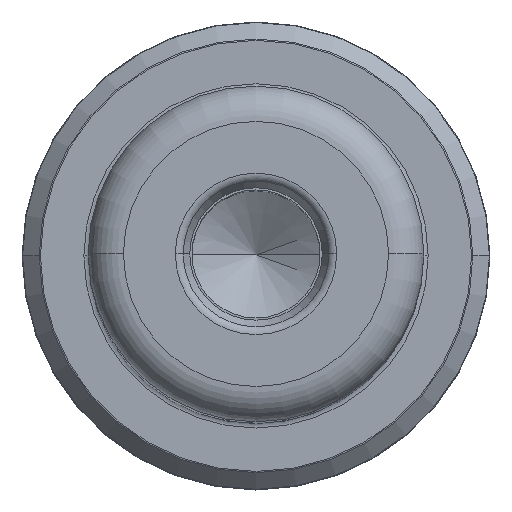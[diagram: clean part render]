
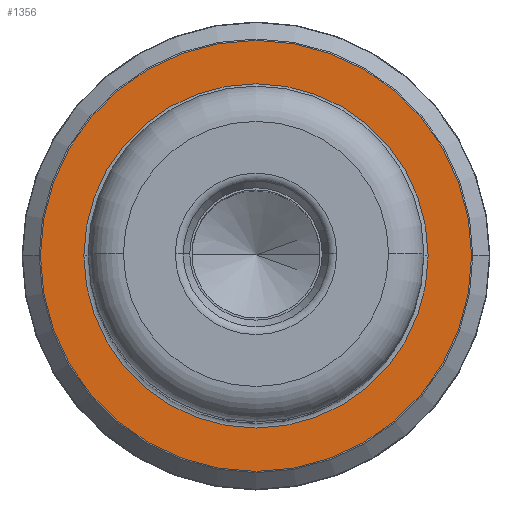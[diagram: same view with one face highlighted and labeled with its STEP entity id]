
A CAD part, top view. The second image highlights one B-rep face of the part: STEP entity #1356.
In plain terms, the highlighted planar face has unit normal (0, 0, 1).
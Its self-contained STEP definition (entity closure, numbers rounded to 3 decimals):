
#165 = EDGE_CURVE ( 'NONE', #3239, #1023, #834, .T. ) ;
#332 = EDGE_CURVE ( 'NONE', #1023, #3239, #3710, .T. ) ;
#477 = AXIS2_PLACEMENT_3D ( 'NONE', #2340, #3848, #2953 ) ;
#493 = DIRECTION ( 'NONE',  ( 1., 0., 0. ) ) ;
#578 = CARTESIAN_POINT ( 'NONE',  ( 0., 0., 39. ) ) ;
#665 = CARTESIAN_POINT ( 'NONE',  ( -24.417, 0., 39. ) ) ;
#726 = EDGE_CURVE ( 'NONE', #1816, #1091, #3802, .T. ) ;
#807 = FACE_BOUND ( 'NONE', #1598, .T. ) ;
#834 = CIRCLE ( 'NONE', #2176, 24.417 ) ;
#906 = ORIENTED_EDGE ( 'NONE', *, *, #2357, .T. ) ;
#1023 = VERTEX_POINT ( 'NONE', #2034 ) ;
#1091 = VERTEX_POINT ( 'NONE', #3273 ) ;
#1148 = DIRECTION ( 'NONE',  ( -1., 0., 0. ) ) ;
#1258 = DIRECTION ( 'NONE',  ( 1., 0., 0. ) ) ;
#1268 = AXIS2_PLACEMENT_3D ( 'NONE', #2301, #1444, #2321 ) ;
#1321 = CARTESIAN_POINT ( 'NONE',  ( 0., 0., 39. ) ) ;
#1356 = ADVANCED_FACE ( 'NONE', ( #1701, #807 ), #3471, .T. ) ;
#1424 = DIRECTION ( 'NONE',  ( 0., 0., 1. ) ) ;
#1444 = DIRECTION ( 'NONE',  ( 0., 0., -1. ) ) ;
#1598 = EDGE_LOOP ( 'NONE', ( #3840, #906 ) ) ;
#1701 = FACE_OUTER_BOUND ( 'NONE', #3241, .T. ) ;
#1731 = AXIS2_PLACEMENT_3D ( 'NONE', #578, #1782, #1148 ) ;
#1782 = DIRECTION ( 'NONE',  ( 0., 0., -1. ) ) ;
#1816 = VERTEX_POINT ( 'NONE', #2249 ) ;
#1937 = ORIENTED_EDGE ( 'NONE', *, *, #332, .T. ) ;
#2017 = AXIS2_PLACEMENT_3D ( 'NONE', #1321, #3716, #1258 ) ;
#2034 = CARTESIAN_POINT ( 'NONE',  ( 24.417, 0., 39. ) ) ;
#2046 = CIRCLE ( 'NONE', #1268, 19.5 ) ;
#2176 = AXIS2_PLACEMENT_3D ( 'NONE', #3195, #1424, #493 ) ;
#2249 = CARTESIAN_POINT ( 'NONE',  ( -19.5, 0., 39. ) ) ;
#2301 = CARTESIAN_POINT ( 'NONE',  ( 0., 0., 39. ) ) ;
#2305 = ORIENTED_EDGE ( 'NONE', *, *, #165, .T. ) ;
#2321 = DIRECTION ( 'NONE',  ( -1., 0., 0. ) ) ;
#2340 = CARTESIAN_POINT ( 'NONE',  ( 0., 0., 39. ) ) ;
#2357 = EDGE_CURVE ( 'NONE', #1091, #1816, #2046, .T. ) ;
#2953 = DIRECTION ( 'NONE',  ( 1., 0., 0. ) ) ;
#3195 = CARTESIAN_POINT ( 'NONE',  ( 0., 0., 39. ) ) ;
#3239 = VERTEX_POINT ( 'NONE', #665 ) ;
#3241 = EDGE_LOOP ( 'NONE', ( #1937, #2305 ) ) ;
#3273 = CARTESIAN_POINT ( 'NONE',  ( 19.5, 0., 39. ) ) ;
#3471 = PLANE ( 'NONE',  #477 ) ;
#3710 = CIRCLE ( 'NONE', #2017, 24.417 ) ;
#3716 = DIRECTION ( 'NONE',  ( 0., 0., 1. ) ) ;
#3802 = CIRCLE ( 'NONE', #1731, 19.5 ) ;
#3840 = ORIENTED_EDGE ( 'NONE', *, *, #726, .T. ) ;
#3848 = DIRECTION ( 'NONE',  ( 0., 0., 1. ) ) ;
